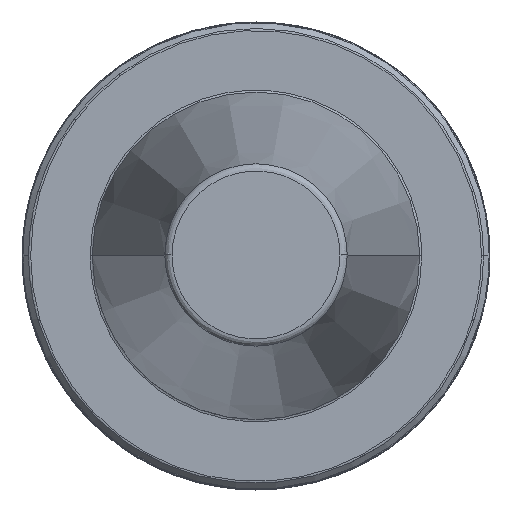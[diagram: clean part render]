
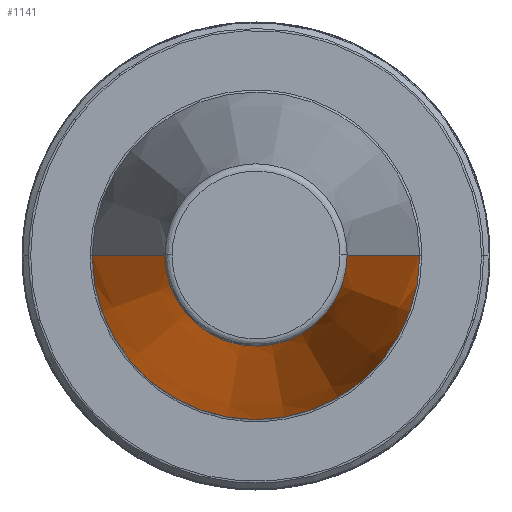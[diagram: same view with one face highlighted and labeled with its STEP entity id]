
A CAD part, top view. The second image highlights one B-rep face of the part: STEP entity #1141.
In plain terms, the highlighted conical face has half-angle 8.297 degrees and reference radius 22.225 mm.
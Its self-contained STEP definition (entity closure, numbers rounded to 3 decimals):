
#34 = DIRECTION ( 'NONE',  ( 1., 0., 0. ) ) ;
#46 = VERTEX_POINT ( 'NONE', #444 ) ;
#133 = CARTESIAN_POINT ( 'NONE',  ( -22.225, 0., 0. ) ) ;
#193 = EDGE_LOOP ( 'NONE', ( #1137, #2029, #2135, #1759 ) ) ;
#196 = AXIS2_PLACEMENT_3D ( 'NONE', #2899, #1503, #34 ) ;
#221 = VECTOR ( 'NONE', #2763, 1000. ) ;
#224 = VERTEX_POINT ( 'NONE', #2642 ) ;
#377 = CARTESIAN_POINT ( 'NONE',  ( 22.225, 0., 0. ) ) ;
#444 = CARTESIAN_POINT ( 'NONE',  ( 22.225, 0., 0. ) ) ;
#629 = DIRECTION ( 'NONE',  ( 0.144, 0., -0.99 ) ) ;
#687 = VERTEX_POINT ( 'NONE', #1201 ) ;
#892 = LINE ( 'NONE', #133, #221 ) ;
#928 = CARTESIAN_POINT ( 'NONE',  ( 0., 0., 0. ) ) ;
#1008 = EDGE_CURVE ( 'NONE', #2428, #46, #2834, .T. ) ;
#1065 = CARTESIAN_POINT ( 'NONE',  ( 12.375, 0., 67.544 ) ) ;
#1110 = EDGE_CURVE ( 'NONE', #687, #224, #892, .T. ) ;
#1137 = ORIENTED_EDGE ( 'NONE', *, *, #1008, .F. ) ;
#1141 = ADVANCED_FACE ( 'NONE', ( #2068 ), #1194, .T. ) ;
#1194 = CONICAL_SURFACE ( 'NONE', #1504, 22.225, 0.145 ) ;
#1201 = CARTESIAN_POINT ( 'NONE',  ( -12.375, 0., 67.544 ) ) ;
#1344 = EDGE_CURVE ( 'NONE', #46, #224, #1596, .T. ) ;
#1385 = CARTESIAN_POINT ( 'NONE',  ( 0., 0., 67.544 ) ) ;
#1392 = DIRECTION ( 'NONE',  ( -1., 0., 0. ) ) ;
#1503 = DIRECTION ( 'NONE',  ( 0., 0., -1. ) ) ;
#1504 = AXIS2_PLACEMENT_3D ( 'NONE', #928, #1862, #1392 ) ;
#1596 = CIRCLE ( 'NONE', #196, 22.225 ) ;
#1620 = DIRECTION ( 'NONE',  ( -1., 0., 0. ) ) ;
#1636 = CIRCLE ( 'NONE', #1922, 12.375 ) ;
#1759 = ORIENTED_EDGE ( 'NONE', *, *, #1344, .F. ) ;
#1781 = EDGE_CURVE ( 'NONE', #2428, #687, #1636, .T. ) ;
#1862 = DIRECTION ( 'NONE',  ( 0., 0., -1. ) ) ;
#1922 = AXIS2_PLACEMENT_3D ( 'NONE', #1385, #3001, #1620 ) ;
#2029 = ORIENTED_EDGE ( 'NONE', *, *, #1781, .T. ) ;
#2068 = FACE_OUTER_BOUND ( 'NONE', #193, .T. ) ;
#2135 = ORIENTED_EDGE ( 'NONE', *, *, #1110, .T. ) ;
#2219 = VECTOR ( 'NONE', #629, 1000. ) ;
#2428 = VERTEX_POINT ( 'NONE', #1065 ) ;
#2642 = CARTESIAN_POINT ( 'NONE',  ( -22.225, 0., 0. ) ) ;
#2763 = DIRECTION ( 'NONE',  ( -0.144, 0., -0.99 ) ) ;
#2834 = LINE ( 'NONE', #377, #2219 ) ;
#2899 = CARTESIAN_POINT ( 'NONE',  ( 0., 0., 0. ) ) ;
#3001 = DIRECTION ( 'NONE',  ( 0., 0., -1. ) ) ;
